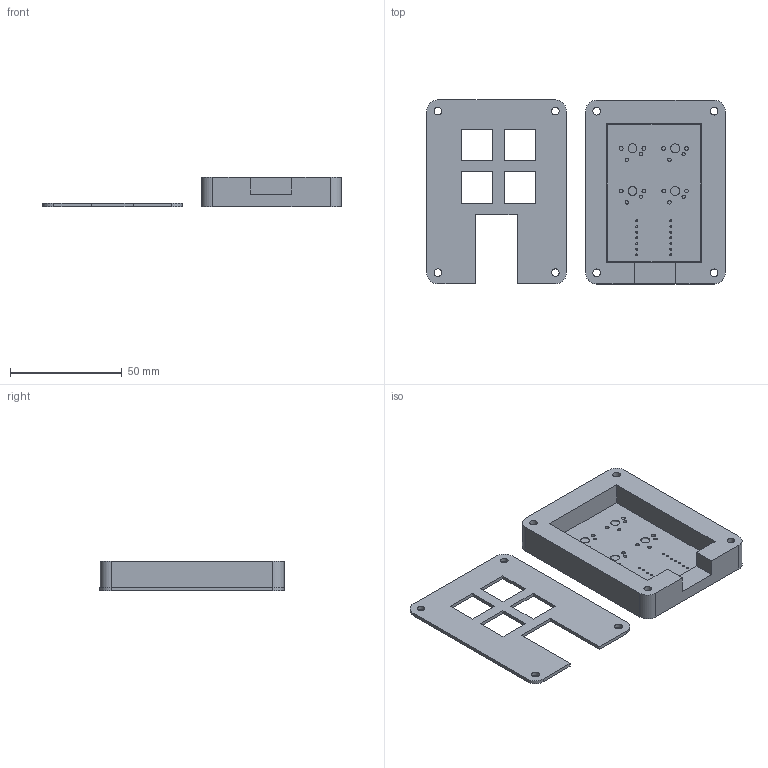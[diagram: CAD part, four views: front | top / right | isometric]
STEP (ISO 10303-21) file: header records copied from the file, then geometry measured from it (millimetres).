
FILE_DESCRIPTION(/* description */ (''),/* implementation_level */ '2;1');
FILE_NAME(/* name */ 'Mdiddles_hackpad.step',/* time_stamp */ '2025-12-04T21:25:45-05:00',/* author */ (''),/* organization */ (''),/* preprocessor_version */ 'ST-DEVELOPER v20.1',/* originating_system */ 'Autodesk Translation Framework v14.21.0.0',/* authorisation */ '');
FILE_SCHEMA (('AUTOMOTIVE_DESIGN { 1 0 10303 214 3 1 1 }'));
Length unit declared in the file: millimetre
Products named in the file (5): 2025-11-27-11-23-29-888; 2025-11-27-11-26-20-085; 2025-11-27-14-28-02-099; Hackpad 1; Hackpad_PCB
Assembly tree (4 placements, depth 3):
  2025-11-27-11-23-29-888
    2025-11-27-11-26-20-085
    2025-11-27-14-28-02-099
    Hackpad 1
      Hackpad_PCB
Bounding box: 133.53 x 82.26 x 13.02 mm (x, y, z)
Volume: 47898.3 mm3; surface area: 30335.8 mm2
Topology: 3 solids, 3 shells, 400 faces, 1110 edges, 740 vertices
Faces by surface type: bspline 186, plane 160, cylinder 54
Full cylindrical faces by diameter (mm): 0.889 x14, 1.5 x8, 1.7 x8, 3.4 x8, 4 x4, 6 x4
Entity records: 14810 total; most frequent: CARTESIAN_POINT 5421, ORIENTED_EDGE 2220, DIRECTION 1292, EDGE_CURVE 1110, VERTEX_POINT 740, LINE 630, VECTOR 630, EDGE_LOOP 516
